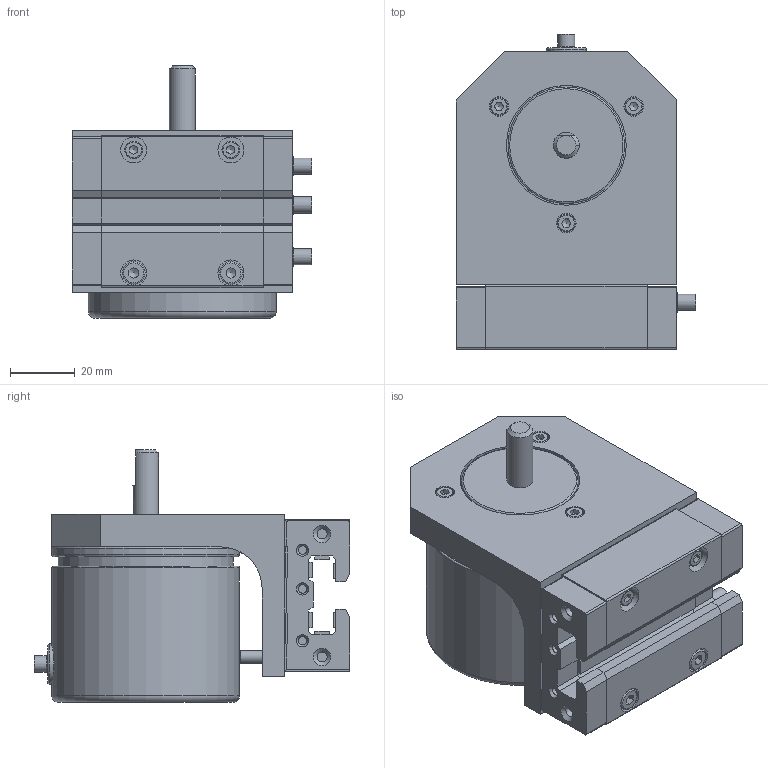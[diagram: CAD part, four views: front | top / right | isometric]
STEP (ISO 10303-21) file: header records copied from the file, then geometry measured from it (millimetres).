
FILE_DESCRIPTION(/* description */ (''),/* implementation_level */ '2;1');
FILE_NAME(/* name */ 'cart_assembly_ipt_f98a6c2.STEP',/* time_stamp */ '2022-07-01T12:22:47+02:00',/* author */ ('lenna'),/* organization */ (''),/* preprocessor_version */ 'ST-DEVELOPER v18.1',/* originating_system */ 'Autodesk Inventor 2021',/* authorisation */ '');
FILE_SCHEMA (('AUTOMOTIVE_DESIGN { 1 0 10303 214 3 1 1 }'));
Length unit declared in the file: millimetre
Products named in the file (1): cart_assembly
Bounding box: 74 x 97.33 x 78 mm (x, y, z)
Volume: 241507.9 mm3; surface area: 56727.6 mm2
Topology: 15 solids, 15 shells, 409 faces, 1094 edges, 741 vertices
Faces by surface type: plane 268, cylinder 86, cone 34, torus 21
Full cylindrical faces by diameter (mm): 2.459 x5, 2.6 x3, 3 x5, 3.1 x4, 3.242 x2, 3.5 x3, 4 x7, 4.2 x4, 5 x14, 5.22 x1, 5.5 x5, 6 x6, 7 x2, 8 x5, 12.385 x1, 36 x1, 37 x1, 54 x1, 58 x2
Entity records: 13144 total; most frequent: CARTESIAN_POINT 2436, DIRECTION 2186, ORIENTED_EDGE 2168, EDGE_CURVE 1084, AXIS2_PLACEMENT_3D 770, VERTEX_POINT 741, LINE 646, VECTOR 646
